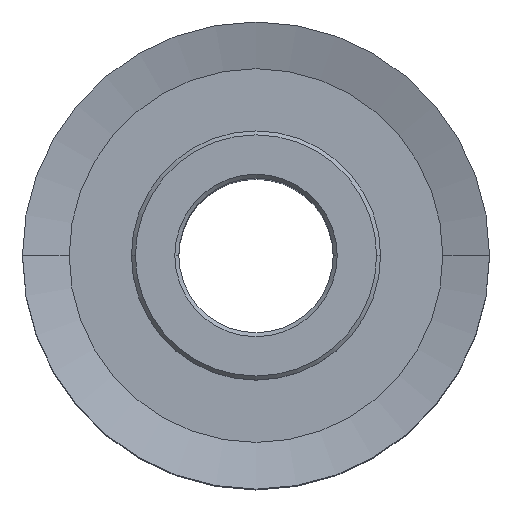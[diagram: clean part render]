
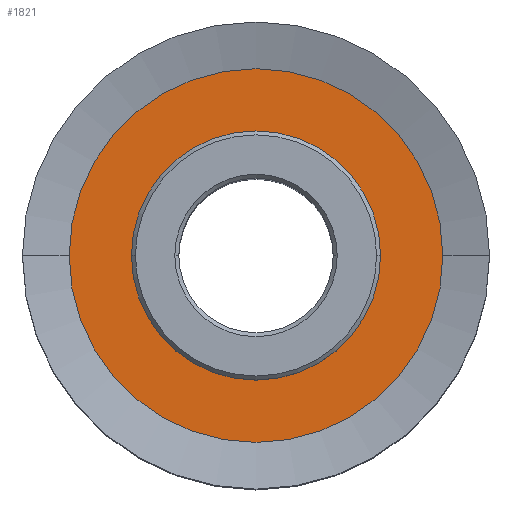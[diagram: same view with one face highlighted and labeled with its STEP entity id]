
A CAD part, top view. The second image highlights one B-rep face of the part: STEP entity #1821.
In plain terms, the highlighted planar face has unit normal (0, 0, 1).
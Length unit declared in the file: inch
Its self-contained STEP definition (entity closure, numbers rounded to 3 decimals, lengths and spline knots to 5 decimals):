
#48 = ORIENTED_EDGE ( 'NONE', *, *, #893, .F. ) ;
#85 = CARTESIAN_POINT ( 'NONE',  ( -0.15748, 0., 0.30512 ) ) ;
#221 = EDGE_CURVE ( 'NONE', #928, #2795, #2891, .T. ) ;
#259 = DIRECTION ( 'NONE',  ( 1., 0., 0. ) ) ;
#501 = DIRECTION ( 'NONE',  ( 0., 0., 1. ) ) ;
#536 = EDGE_LOOP ( 'NONE', ( #606, #1239 ) ) ;
#542 = DIRECTION ( 'NONE',  ( 1., 0., 0. ) ) ;
#606 = ORIENTED_EDGE ( 'NONE', *, *, #221, .T. ) ;
#648 = DIRECTION ( 'NONE',  ( 0., 0., -1. ) ) ;
#678 = AXIS2_PLACEMENT_3D ( 'NONE', #1468, #897, #3396 ) ;
#773 = AXIS2_PLACEMENT_3D ( 'NONE', #2048, #648, #1777 ) ;
#893 = EDGE_CURVE ( 'NONE', #1841, #1756, #2141, .T. ) ;
#897 = DIRECTION ( 'NONE',  ( 0., 0., 1. ) ) ;
#928 = VERTEX_POINT ( 'NONE', #2003 ) ;
#963 = CIRCLE ( 'NONE', #3485, 0.15748 ) ;
#1119 = CARTESIAN_POINT ( 'NONE',  ( 0., 0., 0.30512 ) ) ;
#1160 = EDGE_CURVE ( 'NONE', #2795, #928, #2027, .T. ) ;
#1215 = EDGE_CURVE ( 'NONE', #1756, #1841, #963, .T. ) ;
#1239 = ORIENTED_EDGE ( 'NONE', *, *, #1160, .T. ) ;
#1418 = ORIENTED_EDGE ( 'NONE', *, *, #1215, .F. ) ;
#1468 = CARTESIAN_POINT ( 'NONE',  ( 0., 0., 0.30512 ) ) ;
#1621 = CARTESIAN_POINT ( 'NONE',  ( 0., 0., 0.30512 ) ) ;
#1629 = DIRECTION ( 'NONE',  ( 1., 0., 0. ) ) ;
#1671 = DIRECTION ( 'NONE',  ( 0., 0., 1. ) ) ;
#1756 = VERTEX_POINT ( 'NONE', #85 ) ;
#1777 = DIRECTION ( 'NONE',  ( -1., 0., 0. ) ) ;
#1796 = PLANE ( 'NONE',  #773 ) ;
#1821 = ADVANCED_FACE ( 'NONE', ( #3147, #3458 ), #1796, .F. ) ;
#1841 = VERTEX_POINT ( 'NONE', #1898 ) ;
#1898 = CARTESIAN_POINT ( 'NONE',  ( 0.15748, 0., 0.30512 ) ) ;
#1936 = EDGE_LOOP ( 'NONE', ( #48, #1418 ) ) ;
#2003 = CARTESIAN_POINT ( 'NONE',  ( 0.23622, 0., 0.30512 ) ) ;
#2027 = CIRCLE ( 'NONE', #2194, 0.23622 ) ;
#2048 = CARTESIAN_POINT ( 'NONE',  ( 0., 0.15748, 0.30512 ) ) ;
#2141 = CIRCLE ( 'NONE', #678, 0.15748 ) ;
#2194 = AXIS2_PLACEMENT_3D ( 'NONE', #1119, #1671, #542 ) ;
#2409 = CARTESIAN_POINT ( 'NONE',  ( 0., 0., 0.30512 ) ) ;
#2445 = CARTESIAN_POINT ( 'NONE',  ( -0.23622, 0., 0.30512 ) ) ;
#2795 = VERTEX_POINT ( 'NONE', #2445 ) ;
#2891 = CIRCLE ( 'NONE', #3359, 0.23622 ) ;
#3147 = FACE_BOUND ( 'NONE', #1936, .T. ) ;
#3304 = DIRECTION ( 'NONE',  ( 0., 0., 1. ) ) ;
#3359 = AXIS2_PLACEMENT_3D ( 'NONE', #2409, #501, #1629 ) ;
#3396 = DIRECTION ( 'NONE',  ( 1., 0., 0. ) ) ;
#3458 = FACE_OUTER_BOUND ( 'NONE', #536, .T. ) ;
#3485 = AXIS2_PLACEMENT_3D ( 'NONE', #1621, #3304, #259 ) ;
